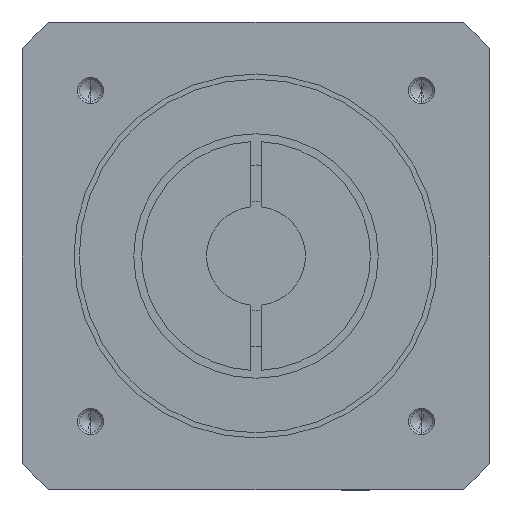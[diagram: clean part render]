
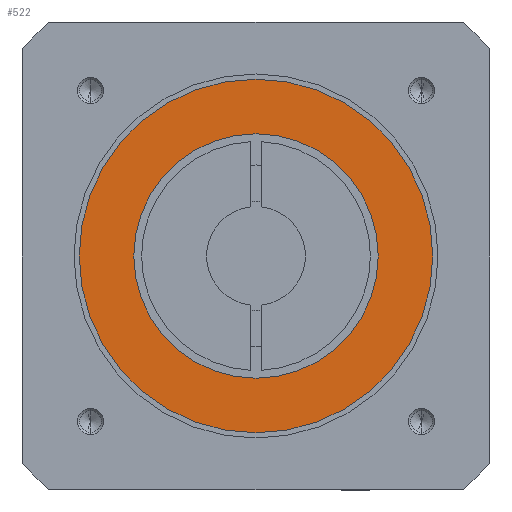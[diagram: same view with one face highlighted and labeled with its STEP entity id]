
A CAD part, front view. The second image highlights one B-rep face of the part: STEP entity #522.
In plain terms, the highlighted planar face has unit normal (0, -1, 0).
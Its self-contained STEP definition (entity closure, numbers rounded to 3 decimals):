
#107 = CARTESIAN_POINT ( 'NONE',  ( 0., 28.5, 0. ) ) ;
#317 = CIRCLE ( 'NONE', #3899, 23.5 ) ;
#521 = CARTESIAN_POINT ( 'NONE',  ( 0., 28.5, 34. ) ) ;
#522 = ADVANCED_FACE ( 'NONE', ( #1250, #3927 ), #1674, .T. ) ;
#571 = EDGE_CURVE ( 'NONE', #851, #1854, #317, .T. ) ;
#579 = AXIS2_PLACEMENT_3D ( 'NONE', #1697, #4028, #2032 ) ;
#647 = CARTESIAN_POINT ( 'NONE',  ( 23.5, 28.5, 0. ) ) ;
#713 = CIRCLE ( 'NONE', #579, 34. ) ;
#729 = CARTESIAN_POINT ( 'NONE',  ( 0., 28.5, 0. ) ) ;
#745 = AXIS2_PLACEMENT_3D ( 'NONE', #729, #3090, #1058 ) ;
#851 = VERTEX_POINT ( 'NONE', #2785 ) ;
#872 = EDGE_CURVE ( 'NONE', #1854, #851, #4295, .T. ) ;
#1058 = DIRECTION ( 'NONE',  ( 0., 0., 1. ) ) ;
#1205 = EDGE_LOOP ( 'NONE', ( #3144, #2237 ) ) ;
#1250 = FACE_BOUND ( 'NONE', #1205, .T. ) ;
#1674 = PLANE ( 'NONE',  #2780 ) ;
#1697 = CARTESIAN_POINT ( 'NONE',  ( 0., 28.5, 0. ) ) ;
#1712 = DIRECTION ( 'NONE',  ( 0., 1., 0. ) ) ;
#1744 = DIRECTION ( 'NONE',  ( 0., 0., 1. ) ) ;
#1755 = EDGE_LOOP ( 'NONE', ( #1892, #4013 ) ) ;
#1760 = CARTESIAN_POINT ( 'NONE',  ( 0., 28.5, -34. ) ) ;
#1854 = VERTEX_POINT ( 'NONE', #4139 ) ;
#1892 = ORIENTED_EDGE ( 'NONE', *, *, #4020, .F. ) ;
#2009 = CARTESIAN_POINT ( 'NONE',  ( 0., 28.5, 0. ) ) ;
#2032 = DIRECTION ( 'NONE',  ( 0., 0., 1. ) ) ;
#2042 = DIRECTION ( 'NONE',  ( 0., -1., 0. ) ) ;
#2058 = DIRECTION ( 'NONE',  ( 0., 0., -1. ) ) ;
#2237 = ORIENTED_EDGE ( 'NONE', *, *, #571, .T. ) ;
#2319 = DIRECTION ( 'NONE',  ( 0., 1., 0. ) ) ;
#2365 = DIRECTION ( 'NONE',  ( 0., 0., 1. ) ) ;
#2780 = AXIS2_PLACEMENT_3D ( 'NONE', #647, #2042, #2058 ) ;
#2785 = CARTESIAN_POINT ( 'NONE',  ( 0., 28.5, -23.5 ) ) ;
#3062 = CIRCLE ( 'NONE', #745, 34. ) ;
#3090 = DIRECTION ( 'NONE',  ( 0., 1., 0. ) ) ;
#3144 = ORIENTED_EDGE ( 'NONE', *, *, #872, .T. ) ;
#3362 = AXIS2_PLACEMENT_3D ( 'NONE', #107, #1712, #1744 ) ;
#3503 = EDGE_CURVE ( 'NONE', #4285, #3666, #3062, .T. ) ;
#3666 = VERTEX_POINT ( 'NONE', #521 ) ;
#3899 = AXIS2_PLACEMENT_3D ( 'NONE', #2009, #2319, #2365 ) ;
#3927 = FACE_OUTER_BOUND ( 'NONE', #1755, .T. ) ;
#4013 = ORIENTED_EDGE ( 'NONE', *, *, #3503, .F. ) ;
#4020 = EDGE_CURVE ( 'NONE', #3666, #4285, #713, .T. ) ;
#4028 = DIRECTION ( 'NONE',  ( 0., 1., 0. ) ) ;
#4139 = CARTESIAN_POINT ( 'NONE',  ( 0., 28.5, 23.5 ) ) ;
#4285 = VERTEX_POINT ( 'NONE', #1760 ) ;
#4295 = CIRCLE ( 'NONE', #3362, 23.5 ) ;
